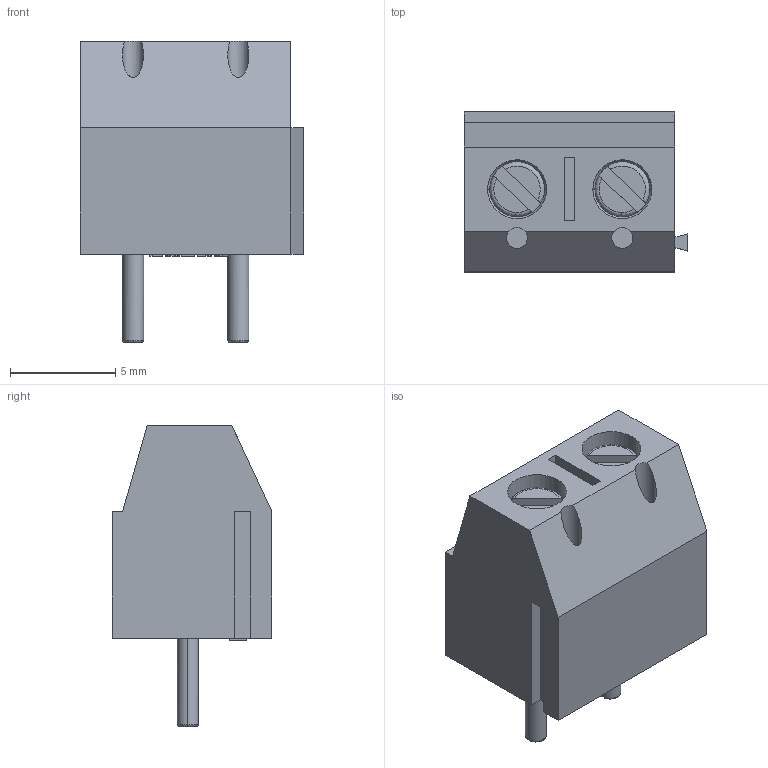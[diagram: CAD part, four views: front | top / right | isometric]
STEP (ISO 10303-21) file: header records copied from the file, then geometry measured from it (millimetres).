
FILE_DESCRIPTION (( 'STEP AP203' ), '1' );
FILE_NAME ('KF301.STEP', '2024-01-10T11:03:27', ( '' ), ( '' ), 'SwSTEP 2.0', 'SolidWorks 2021', '' );
FILE_SCHEMA (( 'CONFIG_CONTROL_DESIGN' ));
Length unit declared in the file: millimetre
Products named in the file (4): P1; COMPOUND; KF301; CONN-TH_XY301V-A-5.0-2P
Assembly tree (3 placements, depth 4):
  KF301
    P1
      CONN-TH_XY301V-A-5.0-2P
        COMPOUND
Bounding box: 10.6 x 7.6 x 14.3 mm (x, y, z)
Volume: 451 mm3; surface area: 1288.2 mm2
Topology: 7 solids, 7 shells, 248 faces, 670 edges, 446 vertices
Faces by surface type: plane 192, cylinder 42, bspline 10, cone 4
Entity records: 8314 total; most frequent: CARTESIAN_POINT 1748, ORIENTED_EDGE 1340, DIRECTION 1186, EDGE_CURVE 670, LINE 538, VECTOR 538, VERTEX_POINT 446, AXIS2_PLACEMENT_3D 324
